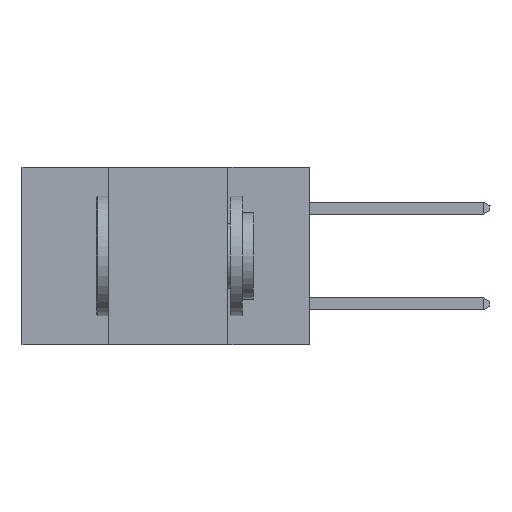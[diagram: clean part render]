
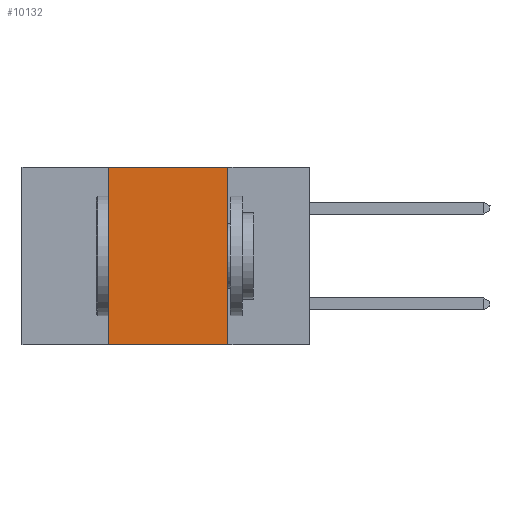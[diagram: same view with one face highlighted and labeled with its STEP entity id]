
A CAD part, left-side view. The second image highlights one B-rep face of the part: STEP entity #10132.
In plain terms, the highlighted planar face has unit normal (-1, 0, 0).
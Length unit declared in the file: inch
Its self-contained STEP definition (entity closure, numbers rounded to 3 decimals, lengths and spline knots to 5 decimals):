
#427 = PLANE ( 'NONE',  #3375 ) ;
#542 = DIRECTION ( 'NONE',  ( 0., 0., 1. ) ) ;
#932 = DIRECTION ( 'NONE',  ( 0., -1., 0. ) ) ;
#1060 = ORIENTED_EDGE ( 'NONE', *, *, #4144, .F. ) ;
#1079 = VERTEX_POINT ( 'NONE', #5157 ) ;
#1506 = LINE ( 'NONE', #2552, #4960 ) ;
#1750 = VERTEX_POINT ( 'NONE', #3804 ) ;
#1965 = VECTOR ( 'NONE', #932, 39.37008 ) ;
#2018 = ORIENTED_EDGE ( 'NONE', *, *, #8962, .T. ) ;
#2151 = LINE ( 'NONE', #7601, #7207 ) ;
#2231 = CARTESIAN_POINT ( 'NONE',  ( 0., 0.6, 0. ) ) ;
#2371 = FACE_OUTER_BOUND ( 'NONE', #8165, .T. ) ;
#2444 = DIRECTION ( 'NONE',  ( 0., -1., 0. ) ) ;
#2552 = CARTESIAN_POINT ( 'NONE',  ( 0., 0.42, 0. ) ) ;
#2761 = DIRECTION ( 'NONE',  ( 0., 0., -1. ) ) ;
#3032 = LINE ( 'NONE', #7875, #5964 ) ;
#3035 = DIRECTION ( 'NONE',  ( 1., 0., 0. ) ) ;
#3171 = VERTEX_POINT ( 'NONE', #5371 ) ;
#3375 = AXIS2_PLACEMENT_3D ( 'NONE', #2231, #3035, #9958 ) ;
#3804 = CARTESIAN_POINT ( 'NONE',  ( 0., 0.42, -0.37 ) ) ;
#4144 = EDGE_CURVE ( 'NONE', #1750, #3171, #1506, .T. ) ;
#4687 = ORIENTED_EDGE ( 'NONE', *, *, #6212, .F. ) ;
#4960 = VECTOR ( 'NONE', #542, 39.37008 ) ;
#5121 = CARTESIAN_POINT ( 'NONE',  ( 0., 0.17, 0. ) ) ;
#5157 = CARTESIAN_POINT ( 'NONE',  ( 0., 0.17, -0.37 ) ) ;
#5371 = CARTESIAN_POINT ( 'NONE',  ( 0., 0.42, 0. ) ) ;
#5964 = VECTOR ( 'NONE', #2761, 39.37008 ) ;
#6212 = EDGE_CURVE ( 'NONE', #7896, #1079, #3032, .T. ) ;
#7207 = VECTOR ( 'NONE', #2444, 39.37008 ) ;
#7601 = CARTESIAN_POINT ( 'NONE',  ( 0., 0.6, 0. ) ) ;
#7784 = CARTESIAN_POINT ( 'NONE',  ( 0., 0.6, -0.37 ) ) ;
#7875 = CARTESIAN_POINT ( 'NONE',  ( 0., 0.17, 0. ) ) ;
#7896 = VERTEX_POINT ( 'NONE', #5121 ) ;
#8165 = EDGE_LOOP ( 'NONE', ( #4687, #10531, #1060, #2018 ) ) ;
#8869 = EDGE_CURVE ( 'NONE', #3171, #7896, #2151, .T. ) ;
#8962 = EDGE_CURVE ( 'NONE', #1750, #1079, #9843, .T. ) ;
#9843 = LINE ( 'NONE', #7784, #1965 ) ;
#9958 = DIRECTION ( 'NONE',  ( 0., 0., -1. ) ) ;
#10132 = ADVANCED_FACE ( 'NONE', ( #2371 ), #427, .F. ) ;
#10531 = ORIENTED_EDGE ( 'NONE', *, *, #8869, .F. ) ;
